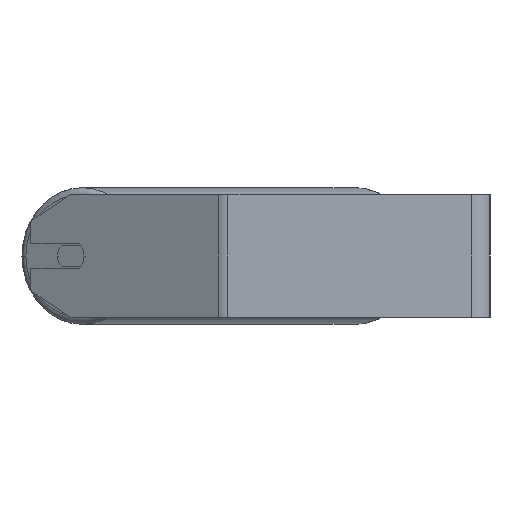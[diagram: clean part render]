
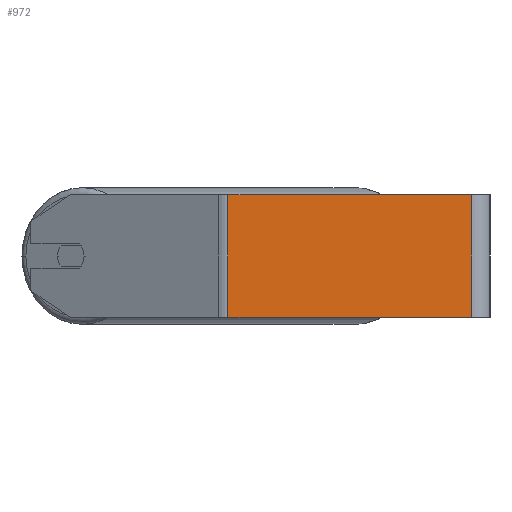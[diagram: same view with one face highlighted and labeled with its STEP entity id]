
A CAD part, left-side view. The second image highlights one B-rep face of the part: STEP entity #972.
In plain terms, the highlighted planar face has unit normal (-1, 0, 0).
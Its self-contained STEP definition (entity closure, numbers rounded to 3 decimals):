
#259 = CARTESIAN_POINT ( 'NONE',  ( -405., 12., 40. ) ) ;
#466 = EDGE_CURVE ( 'NONE', #1614, #6026, #3708, .T. ) ;
#574 = DIRECTION ( 'NONE',  ( 0., -1., 0. ) ) ;
#972 = ADVANCED_FACE ( 'NONE', ( #4960 ), #7212, .F. ) ;
#1380 = VECTOR ( 'NONE', #2413, 1000. ) ;
#1614 = VERTEX_POINT ( 'NONE', #7222 ) ;
#2140 = DIRECTION ( 'NONE',  ( 0., 0., -1. ) ) ;
#2245 = EDGE_CURVE ( 'NONE', #1614, #3324, #4176, .T. ) ;
#2413 = DIRECTION ( 'NONE',  ( 0., 0., -1. ) ) ;
#2914 = CARTESIAN_POINT ( 'NONE',  ( -405., 12., -40. ) ) ;
#3130 = DIRECTION ( 'NONE',  ( 0., -1., 0. ) ) ;
#3248 = ORIENTED_EDGE ( 'NONE', *, *, #5062, .T. ) ;
#3264 = CARTESIAN_POINT ( 'NONE',  ( -405., 173.703, -40. ) ) ;
#3324 = VERTEX_POINT ( 'NONE', #5145 ) ;
#3656 = CARTESIAN_POINT ( 'NONE',  ( -405., 170.488, 40. ) ) ;
#3708 = LINE ( 'NONE', #6562, #6664 ) ;
#3810 = DIRECTION ( 'NONE',  ( 1., 0., 0. ) ) ;
#3855 = CARTESIAN_POINT ( 'NONE',  ( -405., 173.703, 40. ) ) ;
#3970 = EDGE_LOOP ( 'NONE', ( #3248, #6817, #4506, #7028 ) ) ;
#4176 = LINE ( 'NONE', #3656, #5521 ) ;
#4506 = ORIENTED_EDGE ( 'NONE', *, *, #466, .F. ) ;
#4904 = AXIS2_PLACEMENT_3D ( 'NONE', #3855, #3810, #2140 ) ;
#4960 = FACE_OUTER_BOUND ( 'NONE', #3970, .T. ) ;
#5062 = EDGE_CURVE ( 'NONE', #3324, #7226, #5625, .T. ) ;
#5116 = EDGE_CURVE ( 'NONE', #6026, #7226, #5765, .T. ) ;
#5127 = CARTESIAN_POINT ( 'NONE',  ( -405., 12., 40. ) ) ;
#5145 = CARTESIAN_POINT ( 'NONE',  ( -405., 170.488, -40. ) ) ;
#5521 = VECTOR ( 'NONE', #6472, 1000. ) ;
#5625 = LINE ( 'NONE', #3264, #6676 ) ;
#5765 = LINE ( 'NONE', #5127, #1380 ) ;
#6026 = VERTEX_POINT ( 'NONE', #259 ) ;
#6472 = DIRECTION ( 'NONE',  ( 0., 0., -1. ) ) ;
#6562 = CARTESIAN_POINT ( 'NONE',  ( -405., 173.703, 40. ) ) ;
#6664 = VECTOR ( 'NONE', #3130, 1000. ) ;
#6676 = VECTOR ( 'NONE', #574, 1000. ) ;
#6817 = ORIENTED_EDGE ( 'NONE', *, *, #5116, .F. ) ;
#7028 = ORIENTED_EDGE ( 'NONE', *, *, #2245, .T. ) ;
#7212 = PLANE ( 'NONE',  #4904 ) ;
#7222 = CARTESIAN_POINT ( 'NONE',  ( -405., 170.488, 40. ) ) ;
#7226 = VERTEX_POINT ( 'NONE', #2914 ) ;
